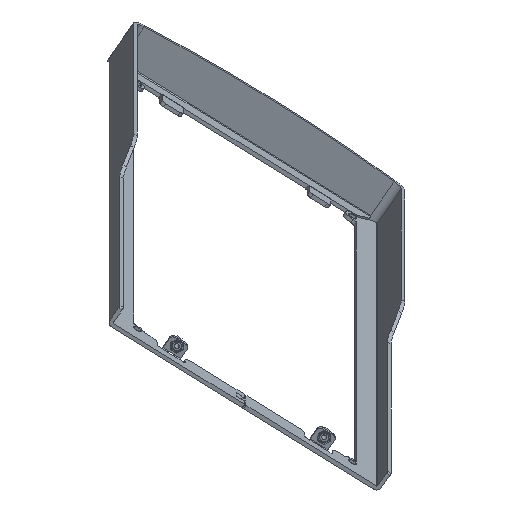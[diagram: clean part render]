
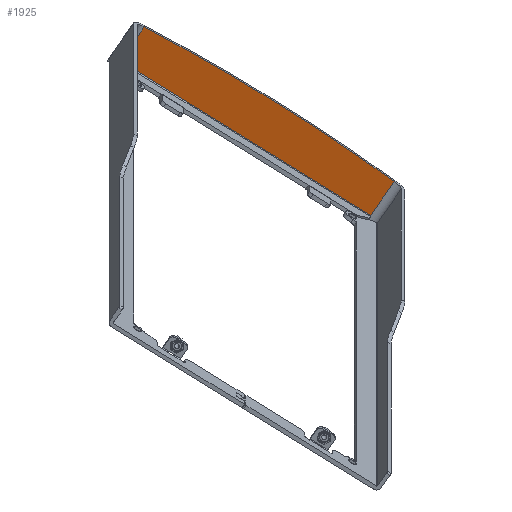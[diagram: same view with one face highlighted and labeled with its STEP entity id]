
A CAD part, front view. The second image highlights one B-rep face of the part: STEP entity #1925.
In plain terms, the highlighted face is planar.
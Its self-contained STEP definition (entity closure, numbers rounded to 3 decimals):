
#311=CARTESIAN_POINT('Vertex',(71.25,186.,2.5)) ;
#956=CARTESIAN_POINT('Vertex',(-71.25,186.,2.5)) ;
#959=CARTESIAN_POINT('Line Origine',(35.625,186.,2.5)) ;
#1871=CARTESIAN_POINT('Axis2P3D Location',(0.,186.,0.)) ;
#1876=CARTESIAN_POINT('Line Origine',(71.25,186.,12.75)) ;
#1880=CARTESIAN_POINT('Vertex',(71.25,186.,23.)) ;
#1883=CARTESIAN_POINT('Line Origine',(70.958,186.,23.)) ;
#1887=CARTESIAN_POINT('Vertex',(70.666,186.,23.)) ;
#1890=CARTESIAN_POINT('Axis2P3D Location',(0.,186.,-974.5)) ;
#1894=CARTESIAN_POINT('Vertex',(0.,186.,25.5)) ;
#1897=CARTESIAN_POINT('Axis2P3D Location',(0.,186.,-974.5)) ;
#1901=CARTESIAN_POINT('Vertex',(-70.666,186.,23.)) ;
#1904=CARTESIAN_POINT('Line Origine',(-70.958,186.,23.)) ;
#1908=CARTESIAN_POINT('Vertex',(-71.25,186.,23.)) ;
#1911=CARTESIAN_POINT('Line Origine',(-71.25,186.,12.75)) ;
#960=DIRECTION('Vector Direction',(1.,0.,0.)) ;
#1872=DIRECTION('Axis2P3D Direction',(0.,-1.,0.)) ;
#1873=DIRECTION('Axis2P3D XDirection',(1.,0.,0.)) ;
#1877=DIRECTION('Vector Direction',(0.,0.,1.)) ;
#1884=DIRECTION('Vector Direction',(1.,0.,0.)) ;
#1891=DIRECTION('Axis2P3D Direction',(0.,-1.,0.)) ;
#1898=DIRECTION('Axis2P3D Direction',(0.,-1.,0.)) ;
#1905=DIRECTION('Vector Direction',(1.,0.,0.)) ;
#1912=DIRECTION('Vector Direction',(0.,0.,1.)) ;
#1874=AXIS2_PLACEMENT_3D('Plane Axis2P3D',#1871,#1872,#1873) ;
#1892=AXIS2_PLACEMENT_3D('Circle Axis2P3D',#1890,#1891,$) ;
#1899=AXIS2_PLACEMENT_3D('Circle Axis2P3D',#1897,#1898,$) ;
#1917=ORIENTED_EDGE('',*,*,#1882,.T.) ;
#1918=ORIENTED_EDGE('',*,*,#1889,.F.) ;
#1919=ORIENTED_EDGE('',*,*,#1896,.F.) ;
#1920=ORIENTED_EDGE('',*,*,#1903,.T.) ;
#1921=ORIENTED_EDGE('',*,*,#1910,.T.) ;
#1922=ORIENTED_EDGE('',*,*,#1915,.F.) ;
#1923=ORIENTED_EDGE('',*,*,#963,.F.) ;
#961=VECTOR('Line Direction',#960,1.) ;
#1878=VECTOR('Line Direction',#1877,1.) ;
#1885=VECTOR('Line Direction',#1884,1.) ;
#1906=VECTOR('Line Direction',#1905,1.) ;
#1913=VECTOR('Line Direction',#1912,1.) ;
#1925=ADVANCED_FACE('PartBody',(#1924),#1875,.T.) ;
#1893=CIRCLE('generated circle',#1892,1000.) ;
#1900=CIRCLE('generated circle',#1899,1000.) ;
#963=EDGE_CURVE('',#312,#957,#962,.F.) ;
#1882=EDGE_CURVE('',#312,#1881,#1879,.T.) ;
#1889=EDGE_CURVE('',#1888,#1881,#1886,.T.) ;
#1896=EDGE_CURVE('',#1895,#1888,#1893,.F.) ;
#1903=EDGE_CURVE('',#1895,#1902,#1900,.T.) ;
#1910=EDGE_CURVE('',#1902,#1909,#1907,.F.) ;
#1915=EDGE_CURVE('',#957,#1909,#1914,.T.) ;
#1916=EDGE_LOOP('',(#1917,#1918,#1919,#1920,#1921,#1922,#1923)) ;
#1924=FACE_OUTER_BOUND('',#1916,.T.) ;
#962=LINE('Line',#959,#961) ;
#1879=LINE('Line',#1876,#1878) ;
#1886=LINE('Line',#1883,#1885) ;
#1907=LINE('Line',#1904,#1906) ;
#1914=LINE('Line',#1911,#1913) ;
#1875=PLANE('',#1874) ;
#312=VERTEX_POINT('',#311) ;
#957=VERTEX_POINT('',#956) ;
#1881=VERTEX_POINT('',#1880) ;
#1888=VERTEX_POINT('',#1887) ;
#1895=VERTEX_POINT('',#1894) ;
#1902=VERTEX_POINT('',#1901) ;
#1909=VERTEX_POINT('',#1908) ;
